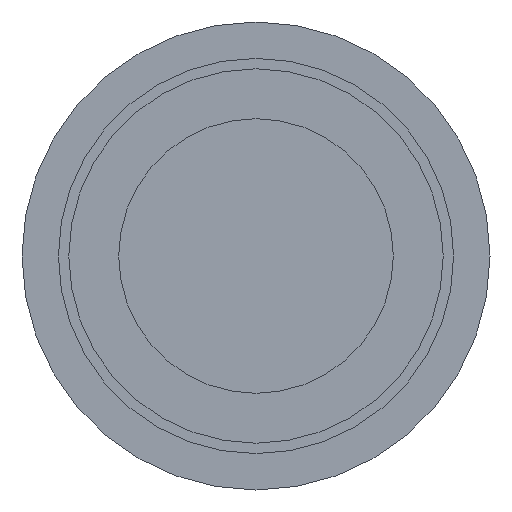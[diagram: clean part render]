
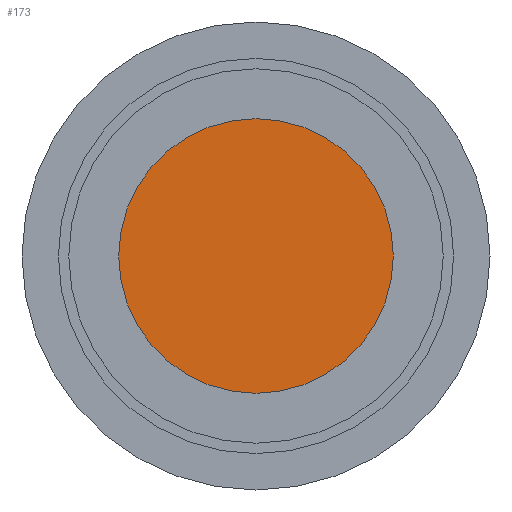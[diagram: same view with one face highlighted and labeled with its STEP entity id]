
A CAD part, left-side view. The second image highlights one B-rep face of the part: STEP entity #173.
In plain terms, the highlighted planar face has unit normal (-1, 0, 0).
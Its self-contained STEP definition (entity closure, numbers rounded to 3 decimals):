
#147=EDGE_CURVE('',#341,#305,#397,.T.);
#149=EDGE_CURVE('',#305,#341,#399,.T.);
#173=ADVANCED_FACE('',(#425),#426,.T.);
#305=VERTEX_POINT('',#579);
#341=VERTEX_POINT('',#620);
#397=CIRCLE('',#669,13.2);
#399=CIRCLE('',#672,13.2);
#425=FACE_OUTER_BOUND('',#705,.T.);
#426=PLANE('',#706);
#579=CARTESIAN_POINT('',(3.3,0.,-13.2));
#620=CARTESIAN_POINT('',(3.3,0.,13.2));
#669=AXIS2_PLACEMENT_3D('',#1037,#1038,#1039);
#672=AXIS2_PLACEMENT_3D('',#1040,#1041,#1042);
#705=EDGE_LOOP('',(#1074,#1075));
#706=AXIS2_PLACEMENT_3D('',#1076,#1077,#1078);
#1037=CARTESIAN_POINT('',(3.3,0.,0.0));
#1038=DIRECTION('',(-1.0,0.0,0.0));
#1039=DIRECTION('',(0.0,0.,1.0));
#1040=CARTESIAN_POINT('',(3.3,0.,0.0));
#1041=DIRECTION('',(-1.0,0.0,0.0));
#1042=DIRECTION('',(0.0,0.,1.0));
#1074=ORIENTED_EDGE('',*,*,#147,.T.);
#1075=ORIENTED_EDGE('',*,*,#149,.T.);
#1076=CARTESIAN_POINT('',(3.3,0.,6.6));
#1077=DIRECTION('',(-1.0,0.0,0.0));
#1078=DIRECTION('',(0.0,0.,-1.0));
